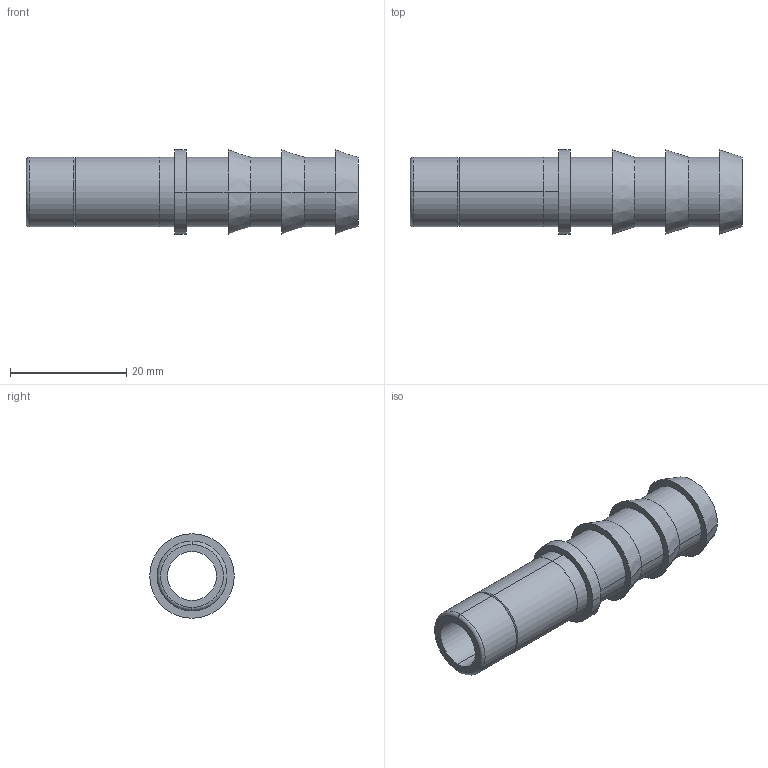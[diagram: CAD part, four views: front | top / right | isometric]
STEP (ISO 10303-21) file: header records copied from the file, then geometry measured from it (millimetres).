
FILE_DESCRIPTION(('STEP AP214'),'1');
FILE_NAME('3622_12_62.stp','2016-07-07T14:25:39',('TraceParts'),('TraceParts S.A.'),'Spatial InterOp 3D',' ',' ');
FILE_SCHEMA(('automotive_design'));
Length unit declared in the file: millimetre
Products named in the file (1): 1
Bounding box: 57 x 14.5 x 14.5 mm (x, y, z)
Volume: 3144.1 mm3; surface area: 4314.3 mm2
Topology: 1 solids, 1 shells, 40 faces, 86 edges, 56 vertices
Faces by surface type: cylinder 18, cone 10, plane 10, torus 2
Entity records: 1135 total; most frequent: DIRECTION 226, CARTESIAN_POINT 183, ORIENTED_EDGE 172, AXIS2_PLACEMENT_3D 99, EDGE_CURVE 86, CIRCLE 58, VERTEX_POINT 56, EDGE_LOOP 50
